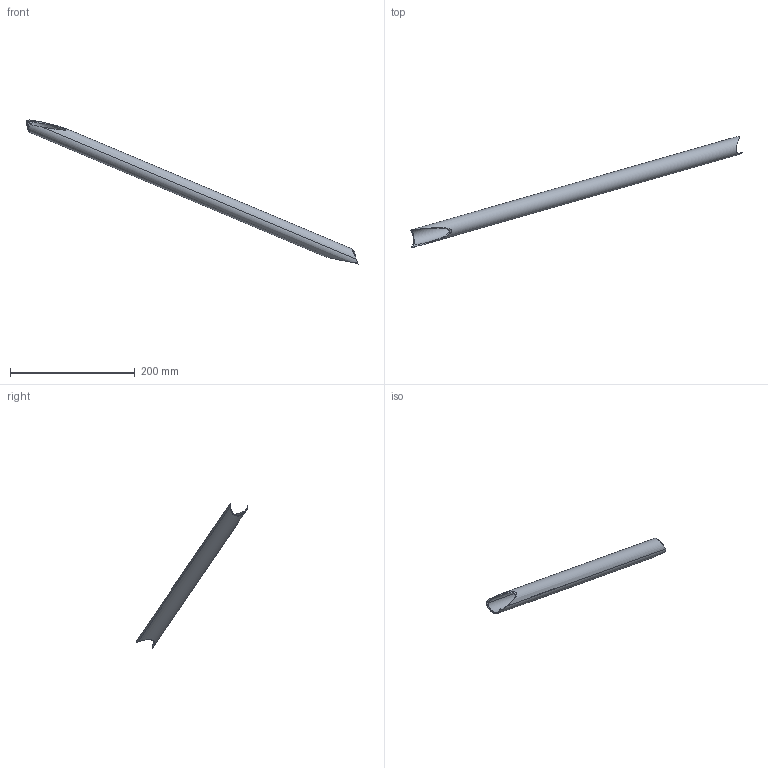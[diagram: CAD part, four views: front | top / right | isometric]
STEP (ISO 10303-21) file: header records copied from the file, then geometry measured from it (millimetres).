
FILE_DESCRIPTION(('CATIA V5 STEP Exchange'),'2;1');
FILE_NAME('37.stp','2021-12-07T14:26:17+00:00',('none'),('none'),'CATIA Version 5 Release 19 SP 2 (IN-10)','CATIA V5 STEP AP203','none');
FILE_SCHEMA(('CONFIG_CONTROL_DESIGN'));
Length unit declared in the file: millimetre
Products named in the file (1): Shape_440
Bounding box: 531.83 x 178.68 x 230.8 mm (x, y, z)
Volume: 68262.7 mm3; surface area: 91852.1 mm2
Topology: 1 solids, 1 shells, 14 faces, 42 edges, 28 vertices
Faces by surface type: cylinder 13, plane 1
Entity records: 894 total; most frequent: CARTESIAN_POINT 537, ORIENTED_EDGE 84, EDGE_CURVE 42, DIRECTION 35, B_SPLINE_CURVE_WITH_KNOTS 33, VERTEX_POINT 28, AXIS2_PLACEMENT_3D 15, ADVANCED_FACE 14
